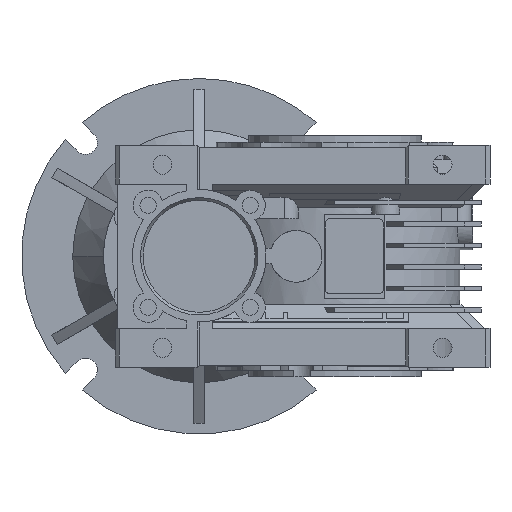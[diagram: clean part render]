
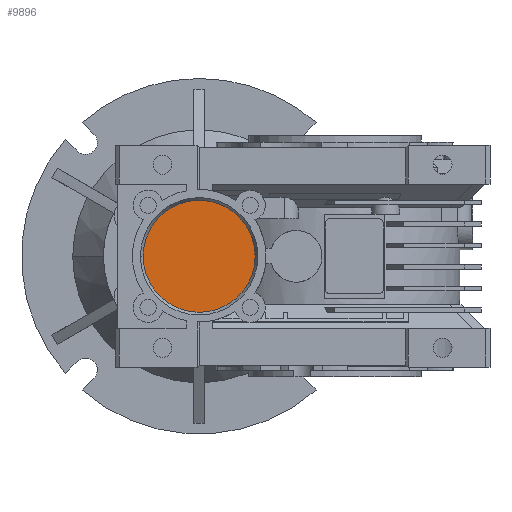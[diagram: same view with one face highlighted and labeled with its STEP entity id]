
A CAD part, left-side view. The second image highlights one B-rep face of the part: STEP entity #9896.
In plain terms, the highlighted planar face has unit normal (-1, 0, 0).
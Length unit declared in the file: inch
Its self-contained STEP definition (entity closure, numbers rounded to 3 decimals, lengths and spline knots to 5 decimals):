
#932 = CARTESIAN_POINT ( 'NONE',  ( -2.74606, 2.48031, 0. ) ) ;
#1961 = PLANE ( 'NONE',  #33440 ) ;
#2705 = CIRCLE ( 'NONE', #27876, 1.02362 ) ;
#3066 = ORIENTED_EDGE ( 'NONE', *, *, #5964, .T. ) ;
#5964 = EDGE_CURVE ( 'NONE', #14590, #21016, #2705, .T. ) ;
#6208 = DIRECTION ( 'NONE',  ( 0., 1., 0. ) ) ;
#9896 = ADVANCED_FACE ( 'NONE', ( #29670 ), #1961, .T. ) ;
#11257 = DIRECTION ( 'NONE',  ( -1., 0., 0. ) ) ;
#11860 = EDGE_LOOP ( 'NONE', ( #39581, #3066 ) ) ;
#14590 = VERTEX_POINT ( 'NONE', #40007 ) ;
#21016 = VERTEX_POINT ( 'NONE', #21548 ) ;
#21548 = CARTESIAN_POINT ( 'NONE',  ( -2.74606, 3.50394, 0. ) ) ;
#24597 = CARTESIAN_POINT ( 'NONE',  ( -2.74606, 2.48031, 0. ) ) ;
#27251 = DIRECTION ( 'NONE',  ( -1., 0., 0. ) ) ;
#27788 = CIRCLE ( 'NONE', #40029, 1.02362 ) ;
#27876 = AXIS2_PLACEMENT_3D ( 'NONE', #932, #37736, #6208 ) ;
#29670 = FACE_OUTER_BOUND ( 'NONE', #11860, .T. ) ;
#32896 = DIRECTION ( 'NONE',  ( 0., 1., 0. ) ) ;
#33440 = AXIS2_PLACEMENT_3D ( 'NONE', #38944, #11257, #32896 ) ;
#36782 = EDGE_CURVE ( 'NONE', #21016, #14590, #27788, .T. ) ;
#37305 = DIRECTION ( 'NONE',  ( 0., 1., 0. ) ) ;
#37736 = DIRECTION ( 'NONE',  ( -1., 0., 0. ) ) ;
#38944 = CARTESIAN_POINT ( 'NONE',  ( -2.74606, 1.45669, 0. ) ) ;
#39581 = ORIENTED_EDGE ( 'NONE', *, *, #36782, .T. ) ;
#40007 = CARTESIAN_POINT ( 'NONE',  ( -2.74606, 1.45669, 0. ) ) ;
#40029 = AXIS2_PLACEMENT_3D ( 'NONE', #24597, #27251, #37305 ) ;
